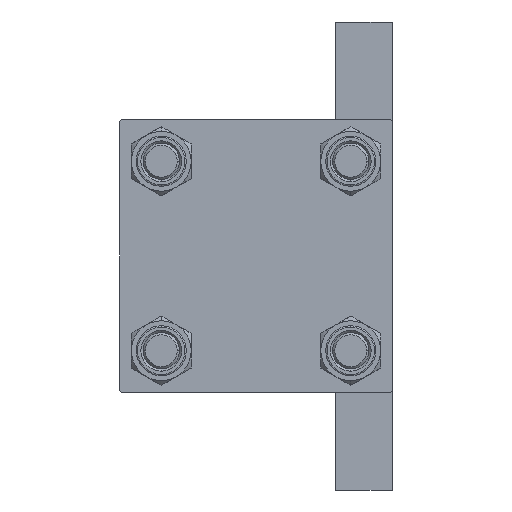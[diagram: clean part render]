
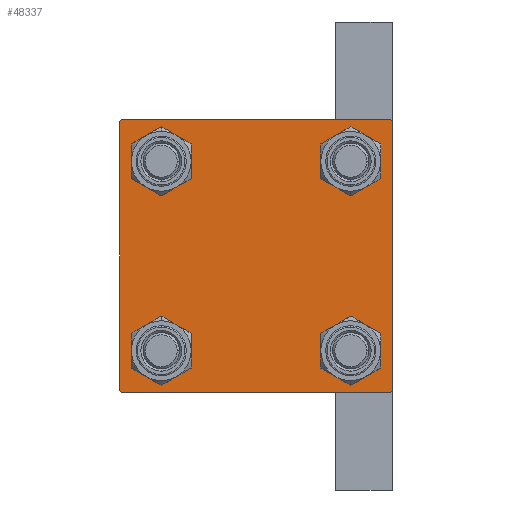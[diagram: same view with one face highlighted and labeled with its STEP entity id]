
A CAD part, left-side view. The second image highlights one B-rep face of the part: STEP entity #48337.
In plain terms, the highlighted planar face has unit normal (-1, 0, 0).
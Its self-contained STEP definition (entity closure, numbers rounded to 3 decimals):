
#394 = AXIS2_PLACEMENT_3D ( 'NONE', #5566, #32949, #2551 ) ;
#790 = CARTESIAN_POINT ( 'NONE',  ( 0., 29.75, -29.75 ) ) ;
#815 = DIRECTION ( 'NONE',  ( 0., 0., 1. ) ) ;
#1840 = CARTESIAN_POINT ( 'NONE',  ( 0., -20.85, 16.35 ) ) ;
#2264 = VERTEX_POINT ( 'NONE', #5366 ) ;
#2286 = CIRCLE ( 'NONE', #25372, 4.5 ) ;
#2333 = LINE ( 'NONE', #48195, #26625 ) ;
#2551 = DIRECTION ( 'NONE',  ( 0., 0., 1. ) ) ;
#3473 = EDGE_CURVE ( 'NONE', #39219, #11194, #21228, .T. ) ;
#3631 = EDGE_CURVE ( 'NONE', #9616, #26954, #45035, .T. ) ;
#3943 = ORIENTED_EDGE ( 'NONE', *, *, #32401, .T. ) ;
#4049 = DIRECTION ( 'NONE',  ( 0., -0.707, -0.707 ) ) ;
#4115 = VERTEX_POINT ( 'NONE', #20371 ) ;
#4319 = CARTESIAN_POINT ( 'NONE',  ( 0., 29.5, -30. ) ) ;
#4469 = LINE ( 'NONE', #16176, #39102 ) ;
#4534 = VECTOR ( 'NONE', #41766, 1000. ) ;
#5127 = EDGE_CURVE ( 'NONE', #5141, #22863, #15595, .T. ) ;
#5141 = VERTEX_POINT ( 'NONE', #42523 ) ;
#5144 = ORIENTED_EDGE ( 'NONE', *, *, #25465, .T. ) ;
#5366 = CARTESIAN_POINT ( 'NONE',  ( 0., -29.5, -30. ) ) ;
#5566 = CARTESIAN_POINT ( 'NONE',  ( 0., 0., 0. ) ) ;
#6049 = CARTESIAN_POINT ( 'NONE',  ( 0., -29.5, 30. ) ) ;
#6085 = DIRECTION ( 'NONE',  ( 0., -1., 0. ) ) ;
#6277 = LINE ( 'NONE', #29420, #8122 ) ;
#6316 = CARTESIAN_POINT ( 'NONE',  ( 0., 20.85, -20.85 ) ) ;
#7644 = AXIS2_PLACEMENT_3D ( 'NONE', #27181, #23692, #42396 ) ;
#7947 = VERTEX_POINT ( 'NONE', #1840 ) ;
#8122 = VECTOR ( 'NONE', #18211, 1000. ) ;
#8627 = VECTOR ( 'NONE', #30804, 1000. ) ;
#9051 = DIRECTION ( 'NONE',  ( 1., 0., 0. ) ) ;
#9182 = CIRCLE ( 'NONE', #36251, 4.5 ) ;
#9616 = VERTEX_POINT ( 'NONE', #19581 ) ;
#9763 = CARTESIAN_POINT ( 'NONE',  ( 0., -29.75, -29.75 ) ) ;
#10268 = FACE_BOUND ( 'NONE', #27881, .T. ) ;
#11180 = EDGE_CURVE ( 'NONE', #19657, #32350, #46807, .T. ) ;
#11194 = VERTEX_POINT ( 'NONE', #6049 ) ;
#12018 = CARTESIAN_POINT ( 'NONE',  ( 0., -20.85, -16.35 ) ) ;
#12629 = ORIENTED_EDGE ( 'NONE', *, *, #3473, .T. ) ;
#13993 = VERTEX_POINT ( 'NONE', #36042 ) ;
#14506 = DIRECTION ( 'NONE',  ( 0., 0., 1. ) ) ;
#14509 = DIRECTION ( 'NONE',  ( 0., 0., 1. ) ) ;
#15595 = LINE ( 'NONE', #22566, #4534 ) ;
#16176 = CARTESIAN_POINT ( 'NONE',  ( 0., 30., 30. ) ) ;
#16283 = CARTESIAN_POINT ( 'NONE',  ( 0., -20.85, -20.85 ) ) ;
#16595 = CIRCLE ( 'NONE', #33293, 4.5 ) ;
#17115 = AXIS2_PLACEMENT_3D ( 'NONE', #48180, #28749, #44919 ) ;
#17621 = VECTOR ( 'NONE', #4049, 1000. ) ;
#17699 = ORIENTED_EDGE ( 'NONE', *, *, #25587, .T. ) ;
#17946 = VERTEX_POINT ( 'NONE', #45396 ) ;
#17995 = FACE_BOUND ( 'NONE', #32481, .T. ) ;
#18097 = AXIS2_PLACEMENT_3D ( 'NONE', #48875, #18466, #44669 ) ;
#18211 = DIRECTION ( 'NONE',  ( 0., 0., -1. ) ) ;
#18466 = DIRECTION ( 'NONE',  ( 1., 0., 0. ) ) ;
#18847 = EDGE_LOOP ( 'NONE', ( #29489, #48525 ) ) ;
#19096 = EDGE_CURVE ( 'NONE', #5141, #11194, #4469, .T. ) ;
#19149 = CARTESIAN_POINT ( 'NONE',  ( 0., 20.85, 25.35 ) ) ;
#19281 = EDGE_LOOP ( 'NONE', ( #36111, #3943, #28614, #21900, #46222, #12629, #39618, #35293 ) ) ;
#19581 = CARTESIAN_POINT ( 'NONE',  ( 0., 20.85, 16.35 ) ) ;
#19657 = VERTEX_POINT ( 'NONE', #27751 ) ;
#20371 = CARTESIAN_POINT ( 'NONE',  ( 0., 30., -29.5 ) ) ;
#20507 = CARTESIAN_POINT ( 'NONE',  ( 0., -20.85, 20.85 ) ) ;
#20787 = DIRECTION ( 'NONE',  ( 1., 0., 0. ) ) ;
#21228 = LINE ( 'NONE', #36425, #46676 ) ;
#21466 = DIRECTION ( 'NONE',  ( 0., -0.707, 0.707 ) ) ;
#21490 = AXIS2_PLACEMENT_3D ( 'NONE', #29225, #37192, #14509 ) ;
#21900 = ORIENTED_EDGE ( 'NONE', *, *, #36743, .T. ) ;
#22566 = CARTESIAN_POINT ( 'NONE',  ( 0., 29.75, 29.75 ) ) ;
#22863 = VERTEX_POINT ( 'NONE', #36152 ) ;
#23298 = EDGE_CURVE ( 'NONE', #22863, #4115, #48052, .T. ) ;
#23660 = DIRECTION ( 'NONE',  ( 0., -1., 0. ) ) ;
#23692 = DIRECTION ( 'NONE',  ( 1., 0., 0. ) ) ;
#23924 = ORIENTED_EDGE ( 'NONE', *, *, #44355, .T. ) ;
#24012 = DIRECTION ( 'NONE',  ( 1., 0., 0. ) ) ;
#24510 = PLANE ( 'NONE',  #394 ) ;
#24828 = ORIENTED_EDGE ( 'NONE', *, *, #11180, .T. ) ;
#25242 = FACE_BOUND ( 'NONE', #42802, .T. ) ;
#25363 = CARTESIAN_POINT ( 'NONE',  ( 0., 30., 30. ) ) ;
#25372 = AXIS2_PLACEMENT_3D ( 'NONE', #20507, #9051, #31727 ) ;
#25465 = EDGE_CURVE ( 'NONE', #32350, #19657, #16595, .T. ) ;
#25587 = EDGE_CURVE ( 'NONE', #26317, #7947, #2286, .T. ) ;
#25607 = VERTEX_POINT ( 'NONE', #4319 ) ;
#26087 = CARTESIAN_POINT ( 'NONE',  ( 0., -30., -29.5 ) ) ;
#26317 = VERTEX_POINT ( 'NONE', #33478 ) ;
#26625 = VECTOR ( 'NONE', #6085, 1000. ) ;
#26954 = VERTEX_POINT ( 'NONE', #19149 ) ;
#27052 = AXIS2_PLACEMENT_3D ( 'NONE', #6316, #36714, #14506 ) ;
#27181 = CARTESIAN_POINT ( 'NONE',  ( 0., 20.85, 20.85 ) ) ;
#27719 = LINE ( 'NONE', #790, #17621 ) ;
#27751 = CARTESIAN_POINT ( 'NONE',  ( 0., -20.85, -25.35 ) ) ;
#27881 = EDGE_LOOP ( 'NONE', ( #33802, #40990 ) ) ;
#28302 = EDGE_CURVE ( 'NONE', #13993, #17946, #39787, .T. ) ;
#28489 = FACE_OUTER_BOUND ( 'NONE', #19281, .T. ) ;
#28614 = ORIENTED_EDGE ( 'NONE', *, *, #43769, .T. ) ;
#28749 = DIRECTION ( 'NONE',  ( 1., 0., 0. ) ) ;
#28969 = FACE_BOUND ( 'NONE', #18847, .T. ) ;
#29225 = CARTESIAN_POINT ( 'NONE',  ( 0., 20.85, -20.85 ) ) ;
#29420 = CARTESIAN_POINT ( 'NONE',  ( 0., -30., 30. ) ) ;
#29489 = ORIENTED_EDGE ( 'NONE', *, *, #45124, .T. ) ;
#30804 = DIRECTION ( 'NONE',  ( 0., 0., -1. ) ) ;
#31727 = DIRECTION ( 'NONE',  ( 0., 0., 1. ) ) ;
#32311 = EDGE_CURVE ( 'NONE', #17946, #13993, #36617, .T. ) ;
#32350 = VERTEX_POINT ( 'NONE', #12018 ) ;
#32401 = EDGE_CURVE ( 'NONE', #4115, #25607, #27719, .T. ) ;
#32481 = EDGE_LOOP ( 'NONE', ( #17699, #23924 ) ) ;
#32949 = DIRECTION ( 'NONE',  ( -1., 0., 0. ) ) ;
#33293 = AXIS2_PLACEMENT_3D ( 'NONE', #16283, #24012, #815 ) ;
#33478 = CARTESIAN_POINT ( 'NONE',  ( 0., -20.85, 25.35 ) ) ;
#33802 = ORIENTED_EDGE ( 'NONE', *, *, #32311, .T. ) ;
#35293 = ORIENTED_EDGE ( 'NONE', *, *, #5127, .T. ) ;
#35990 = CARTESIAN_POINT ( 'NONE',  ( 0., 20.85, 20.85 ) ) ;
#36042 = CARTESIAN_POINT ( 'NONE',  ( 0., 20.85, -25.35 ) ) ;
#36111 = ORIENTED_EDGE ( 'NONE', *, *, #23298, .T. ) ;
#36152 = CARTESIAN_POINT ( 'NONE',  ( 0., 30., 29.5 ) ) ;
#36251 = AXIS2_PLACEMENT_3D ( 'NONE', #35990, #20787, #43724 ) ;
#36425 = CARTESIAN_POINT ( 'NONE',  ( 0., -29.75, 29.75 ) ) ;
#36617 = CIRCLE ( 'NONE', #21490, 4.5 ) ;
#36714 = DIRECTION ( 'NONE',  ( 1., 0., 0. ) ) ;
#36743 = EDGE_CURVE ( 'NONE', #2264, #39775, #43916, .T. ) ;
#37192 = DIRECTION ( 'NONE',  ( 1., 0., 0. ) ) ;
#37442 = EDGE_CURVE ( 'NONE', #39219, #39775, #6277, .T. ) ;
#39102 = VECTOR ( 'NONE', #23660, 1000. ) ;
#39219 = VERTEX_POINT ( 'NONE', #45667 ) ;
#39441 = DIRECTION ( 'NONE',  ( 0., 0.707, 0.707 ) ) ;
#39618 = ORIENTED_EDGE ( 'NONE', *, *, #19096, .F. ) ;
#39775 = VERTEX_POINT ( 'NONE', #26087 ) ;
#39787 = CIRCLE ( 'NONE', #27052, 4.5 ) ;
#40990 = ORIENTED_EDGE ( 'NONE', *, *, #28302, .T. ) ;
#41766 = DIRECTION ( 'NONE',  ( 0., 0.707, -0.707 ) ) ;
#42396 = DIRECTION ( 'NONE',  ( 0., 0., 1. ) ) ;
#42523 = CARTESIAN_POINT ( 'NONE',  ( 0., 29.5, 30. ) ) ;
#42802 = EDGE_LOOP ( 'NONE', ( #5144, #24828 ) ) ;
#43724 = DIRECTION ( 'NONE',  ( 0., 0., 1. ) ) ;
#43769 = EDGE_CURVE ( 'NONE', #25607, #2264, #2333, .T. ) ;
#43916 = LINE ( 'NONE', #9763, #47138 ) ;
#44165 = CIRCLE ( 'NONE', #17115, 4.5 ) ;
#44355 = EDGE_CURVE ( 'NONE', #7947, #26317, #44165, .T. ) ;
#44669 = DIRECTION ( 'NONE',  ( 0., 0., 1. ) ) ;
#44919 = DIRECTION ( 'NONE',  ( 0., 0., 1. ) ) ;
#45035 = CIRCLE ( 'NONE', #7644, 4.5 ) ;
#45124 = EDGE_CURVE ( 'NONE', #26954, #9616, #9182, .T. ) ;
#45396 = CARTESIAN_POINT ( 'NONE',  ( 0., 20.85, -16.35 ) ) ;
#45667 = CARTESIAN_POINT ( 'NONE',  ( 0., -30., 29.5 ) ) ;
#46222 = ORIENTED_EDGE ( 'NONE', *, *, #37442, .F. ) ;
#46676 = VECTOR ( 'NONE', #39441, 1000. ) ;
#46807 = CIRCLE ( 'NONE', #18097, 4.5 ) ;
#47138 = VECTOR ( 'NONE', #21466, 1000. ) ;
#48052 = LINE ( 'NONE', #25363, #8627 ) ;
#48180 = CARTESIAN_POINT ( 'NONE',  ( 0., -20.85, 20.85 ) ) ;
#48195 = CARTESIAN_POINT ( 'NONE',  ( 0., 30., -30. ) ) ;
#48337 = ADVANCED_FACE ( 'NONE', ( #17995, #25242, #10268, #28969, #28489 ), #24510, .T. ) ;
#48525 = ORIENTED_EDGE ( 'NONE', *, *, #3631, .T. ) ;
#48875 = CARTESIAN_POINT ( 'NONE',  ( 0., -20.85, -20.85 ) ) ;
